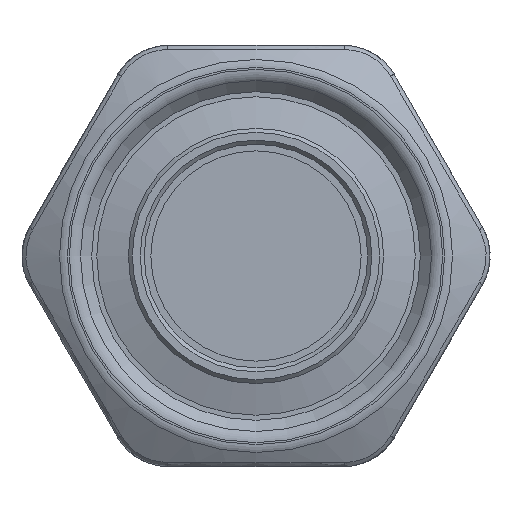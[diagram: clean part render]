
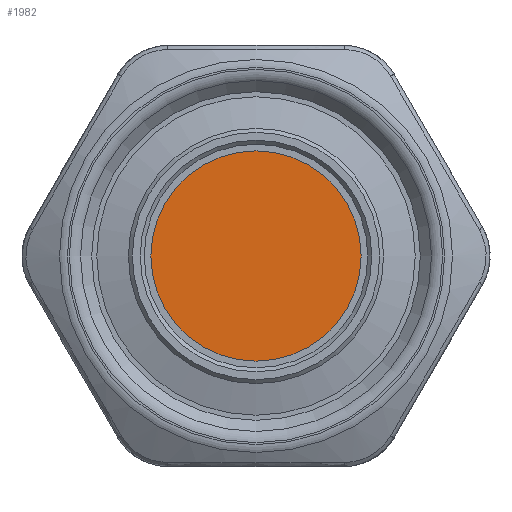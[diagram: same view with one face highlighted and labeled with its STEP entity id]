
A CAD part, front view. The second image highlights one B-rep face of the part: STEP entity #1982.
In plain terms, the highlighted planar face has unit normal (0, -1, 0).
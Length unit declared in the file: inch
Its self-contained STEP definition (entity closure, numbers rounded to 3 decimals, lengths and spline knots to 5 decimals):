
#385=FACE_OUTER_BOUND('',#520,.T.);
#520=EDGE_LOOP('',(#1303));
#664=CIRCLE('',#2160,0.86811);
#790=VERTEX_POINT('',#2970);
#979=EDGE_CURVE('',#790,#790,#664,.T.);
#1303=ORIENTED_EDGE('',*,*,#979,.F.);
#1797=PLANE('',#2161);
#1982=ADVANCED_FACE('',(#385),#1797,.F.);
#2160=AXIS2_PLACEMENT_3D('',#2972,#2455,#2456);
#2161=AXIS2_PLACEMENT_3D('',#2973,#2457,#2458);
#2455=DIRECTION('center_axis',(0.,1.,0.));
#2456=DIRECTION('ref_axis',(0.,0.,-1.));
#2457=DIRECTION('center_axis',(0.,1.,0.));
#2458=DIRECTION('ref_axis',(1.,0.,0.));
#2970=CARTESIAN_POINT('',(0.,0.,-0.86811));
#2972=CARTESIAN_POINT('Origin',(0.,0.,0.));
#2973=CARTESIAN_POINT('Origin',(0.,0.,0.86811));
